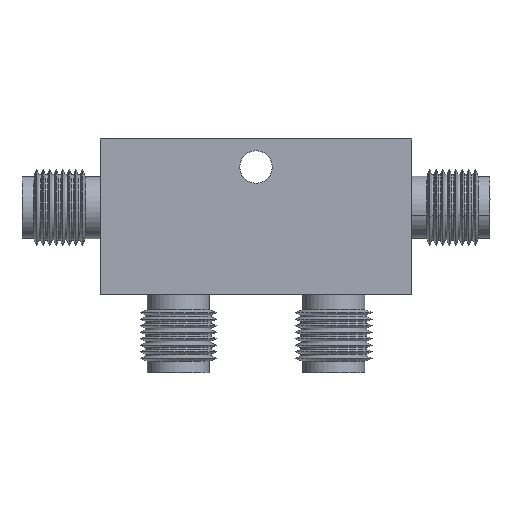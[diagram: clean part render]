
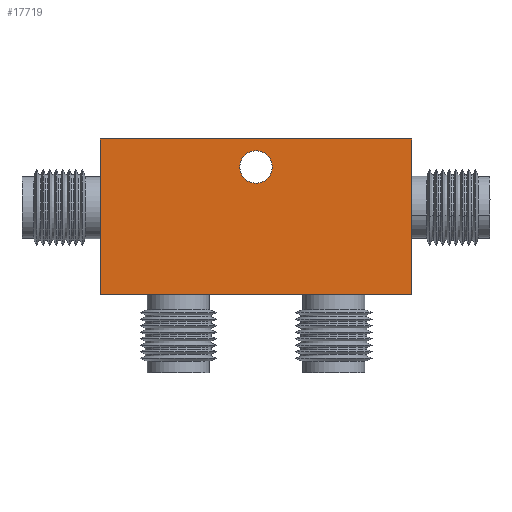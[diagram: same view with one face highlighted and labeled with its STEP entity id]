
A CAD part, front view. The second image highlights one B-rep face of the part: STEP entity #17719.
In plain terms, the highlighted planar face has unit normal (0, -1, 0).
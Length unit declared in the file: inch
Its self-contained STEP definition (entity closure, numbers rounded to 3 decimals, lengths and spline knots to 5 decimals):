
#535 = LINE ( 'NONE', #6453, #13186 ) ;
#767 = EDGE_CURVE ( 'NONE', #2955, #10557, #6619, .T. ) ;
#876 = DIRECTION ( 'NONE',  ( 0., 0., -1. ) ) ;
#2020 = CARTESIAN_POINT ( 'NONE',  ( -0.5, 0., -0.25 ) ) ;
#2333 = ORIENTED_EDGE ( 'NONE', *, *, #27943, .F. ) ;
#2955 = VERTEX_POINT ( 'NONE', #21159 ) ;
#3118 = VECTOR ( 'NONE', #17813, 39.37008 ) ;
#4485 = AXIS2_PLACEMENT_3D ( 'NONE', #8656, #17941, #29464 ) ;
#4568 = ORIENTED_EDGE ( 'NONE', *, *, #33208, .F. ) ;
#5238 = AXIS2_PLACEMENT_3D ( 'NONE', #22208, #15882, #876 ) ;
#6453 = CARTESIAN_POINT ( 'NONE',  ( -0.5, 0., 0.25 ) ) ;
#6619 = CIRCLE ( 'NONE', #15484, 0.052 ) ;
#7803 = DIRECTION ( 'NONE',  ( 0., 0., 1. ) ) ;
#8656 = CARTESIAN_POINT ( 'NONE',  ( 0., 0., 0.16 ) ) ;
#8736 = VERTEX_POINT ( 'NONE', #14635 ) ;
#8913 = VERTEX_POINT ( 'NONE', #14389 ) ;
#9333 = CARTESIAN_POINT ( 'NONE',  ( 0.5, 0., 0.25 ) ) ;
#9902 = ORIENTED_EDGE ( 'NONE', *, *, #37141, .F. ) ;
#10557 = VERTEX_POINT ( 'NONE', #38301 ) ;
#10776 = DIRECTION ( 'NONE',  ( 0., 1., 0. ) ) ;
#12021 = EDGE_LOOP ( 'NONE', ( #20974, #27336 ) ) ;
#12165 = PLANE ( 'NONE',  #5238 ) ;
#13186 = VECTOR ( 'NONE', #24432, 39.37008 ) ;
#14389 = CARTESIAN_POINT ( 'NONE',  ( -0.5, 0., 0.25 ) ) ;
#14635 = CARTESIAN_POINT ( 'NONE',  ( 0.5, 0., -0.25 ) ) ;
#15484 = AXIS2_PLACEMENT_3D ( 'NONE', #16675, #10776, #7803 ) ;
#15882 = DIRECTION ( 'NONE',  ( 0., -1., 0. ) ) ;
#15908 = VERTEX_POINT ( 'NONE', #37055 ) ;
#16675 = CARTESIAN_POINT ( 'NONE',  ( 0., 0., 0.16 ) ) ;
#17114 = EDGE_CURVE ( 'NONE', #8736, #17418, #20018, .T. ) ;
#17418 = VERTEX_POINT ( 'NONE', #23814 ) ;
#17719 = ADVANCED_FACE ( 'NONE', ( #29958, #27163 ), #12165, .T. ) ;
#17813 = DIRECTION ( 'NONE',  ( 0., 0., -1. ) ) ;
#17941 = DIRECTION ( 'NONE',  ( 0., 1., 0. ) ) ;
#18261 = EDGE_LOOP ( 'NONE', ( #2333, #9902, #4568, #21129 ) ) ;
#18441 = DIRECTION ( 'NONE',  ( 0., 0., 1. ) ) ;
#20018 = LINE ( 'NONE', #2020, #21569 ) ;
#20974 = ORIENTED_EDGE ( 'NONE', *, *, #38685, .T. ) ;
#21129 = ORIENTED_EDGE ( 'NONE', *, *, #17114, .F. ) ;
#21159 = CARTESIAN_POINT ( 'NONE',  ( 0., 0., 0.212 ) ) ;
#21569 = VECTOR ( 'NONE', #32144, 39.37008 ) ;
#22208 = CARTESIAN_POINT ( 'NONE',  ( 0., 0., 0. ) ) ;
#23814 = CARTESIAN_POINT ( 'NONE',  ( -0.5, 0., -0.25 ) ) ;
#24432 = DIRECTION ( 'NONE',  ( 1., 0., 0. ) ) ;
#27110 = LINE ( 'NONE', #9333, #3118 ) ;
#27163 = FACE_BOUND ( 'NONE', #12021, .T. ) ;
#27336 = ORIENTED_EDGE ( 'NONE', *, *, #767, .T. ) ;
#27856 = CIRCLE ( 'NONE', #4485, 0.052 ) ;
#27943 = EDGE_CURVE ( 'NONE', #15908, #8736, #27110, .T. ) ;
#29464 = DIRECTION ( 'NONE',  ( 0., 0., 1. ) ) ;
#29958 = FACE_OUTER_BOUND ( 'NONE', #18261, .T. ) ;
#30330 = LINE ( 'NONE', #36540, #32516 ) ;
#32144 = DIRECTION ( 'NONE',  ( -1., 0., 0. ) ) ;
#32516 = VECTOR ( 'NONE', #18441, 39.37008 ) ;
#33208 = EDGE_CURVE ( 'NONE', #17418, #8913, #30330, .T. ) ;
#36540 = CARTESIAN_POINT ( 'NONE',  ( -0.5, 0., 0.25 ) ) ;
#37055 = CARTESIAN_POINT ( 'NONE',  ( 0.5, 0., 0.25 ) ) ;
#37141 = EDGE_CURVE ( 'NONE', #8913, #15908, #535, .T. ) ;
#38301 = CARTESIAN_POINT ( 'NONE',  ( 0., 0., 0.108 ) ) ;
#38685 = EDGE_CURVE ( 'NONE', #10557, #2955, #27856, .T. ) ;
